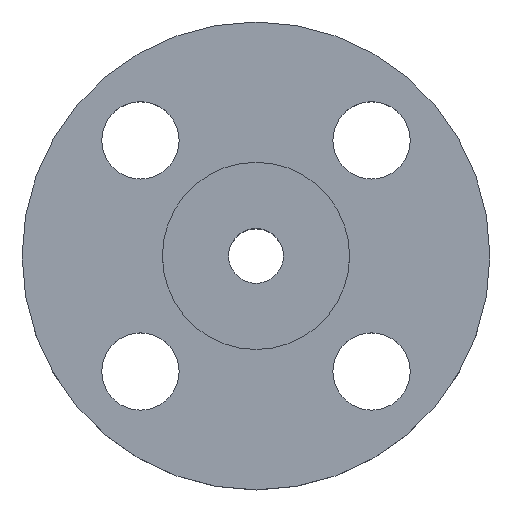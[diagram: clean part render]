
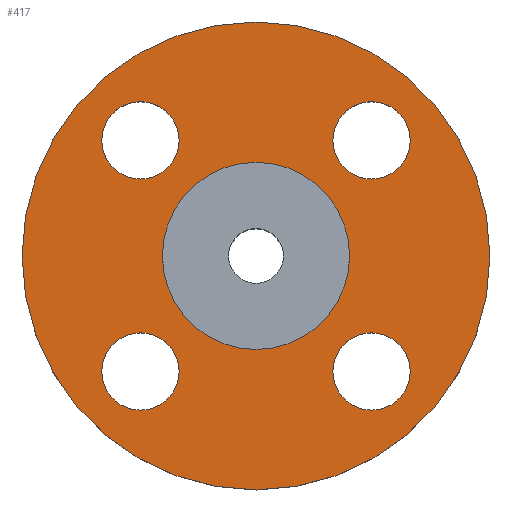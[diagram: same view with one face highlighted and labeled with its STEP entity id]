
A CAD part, top view. The second image highlights one B-rep face of the part: STEP entity #417.
In plain terms, the highlighted planar face has unit normal (0, 0, 1).
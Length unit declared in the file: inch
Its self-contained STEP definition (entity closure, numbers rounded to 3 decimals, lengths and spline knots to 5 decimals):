
#2 = EDGE_CURVE ( 'NONE', #631, #126, #700, .T. ) ;
#7 = ORIENTED_EDGE ( 'NONE', *, *, #398, .F. ) ;
#8 = DIRECTION ( 'NONE',  ( 0., -1., 0. ) ) ;
#9 = EDGE_CURVE ( 'NONE', #126, #631, #97, .T. ) ;
#12 = CARTESIAN_POINT ( 'NONE',  ( 0.92631, 0.92631, 0. ) ) ;
#13 = CARTESIAN_POINT ( 'NONE',  ( 0.92631, -0.92631, 0. ) ) ;
#14 = ORIENTED_EDGE ( 'NONE', *, *, #218, .F. ) ;
#22 = ORIENTED_EDGE ( 'NONE', *, *, #202, .F. ) ;
#29 = AXIS2_PLACEMENT_3D ( 'NONE', #300, #243, #802 ) ;
#33 = CARTESIAN_POINT ( 'NONE',  ( -1.875, 0., 0. ) ) ;
#38 = VERTEX_POINT ( 'NONE', #565 ) ;
#41 = DIRECTION ( 'NONE',  ( 0., -1., 0. ) ) ;
#44 = VERTEX_POINT ( 'NONE', #45 ) ;
#45 = CARTESIAN_POINT ( 'NONE',  ( -0.75, 0., 0. ) ) ;
#46 = CIRCLE ( 'NONE', #168, 0.31 ) ;
#65 = AXIS2_PLACEMENT_3D ( 'NONE', #376, #306, #187 ) ;
#75 = ORIENTED_EDGE ( 'NONE', *, *, #9, .F. ) ;
#76 = DIRECTION ( 'NONE',  ( 0., 0., 1. ) ) ;
#77 = CIRCLE ( 'NONE', #29, 0.31 ) ;
#85 = FACE_OUTER_BOUND ( 'NONE', #607, .T. ) ;
#97 = CIRCLE ( 'NONE', #65, 0.31 ) ;
#108 = ORIENTED_EDGE ( 'NONE', *, *, #379, .F. ) ;
#123 = CARTESIAN_POINT ( 'NONE',  ( -1.23631, -0.92631, 0. ) ) ;
#125 = CARTESIAN_POINT ( 'NONE',  ( 0.92631, 0.92631, 0. ) ) ;
#126 = VERTEX_POINT ( 'NONE', #123 ) ;
#134 = DIRECTION ( 'NONE',  ( 0., 0., 1. ) ) ;
#137 = CARTESIAN_POINT ( 'NONE',  ( 1.875, 0., 0. ) ) ;
#138 = DIRECTION ( 'NONE',  ( 1., 0., 0. ) ) ;
#145 = AXIS2_PLACEMENT_3D ( 'NONE', #12, #76, #523 ) ;
#150 = ORIENTED_EDGE ( 'NONE', *, *, #2, .F. ) ;
#157 = EDGE_CURVE ( 'NONE', #38, #44, #435, .T. ) ;
#165 = DIRECTION ( 'NONE',  ( 1., 0., 0. ) ) ;
#166 = EDGE_LOOP ( 'NONE', ( #7, #753 ) ) ;
#168 = AXIS2_PLACEMENT_3D ( 'NONE', #125, #388, #138 ) ;
#171 = AXIS2_PLACEMENT_3D ( 'NONE', #13, #337, #8 ) ;
#173 = DIRECTION ( 'NONE',  ( -1., 0., 0. ) ) ;
#185 = DIRECTION ( 'NONE',  ( 0., 0., 1. ) ) ;
#187 = DIRECTION ( 'NONE',  ( -1., 0., 0. ) ) ;
#195 = DIRECTION ( 'NONE',  ( 0., 0., 1. ) ) ;
#202 = EDGE_CURVE ( 'NONE', #717, #484, #645, .T. ) ;
#215 = VERTEX_POINT ( 'NONE', #688 ) ;
#218 = EDGE_CURVE ( 'NONE', #231, #778, #77, .T. ) ;
#231 = VERTEX_POINT ( 'NONE', #743 ) ;
#235 = AXIS2_PLACEMENT_3D ( 'NONE', #497, #134, #702 ) ;
#243 = DIRECTION ( 'NONE',  ( 0., 0., 1. ) ) ;
#244 = CARTESIAN_POINT ( 'NONE',  ( 0., 0., 0. ) ) ;
#264 = EDGE_CURVE ( 'NONE', #404, #215, #749, .T. ) ;
#267 = PLANE ( 'NONE',  #326 ) ;
#270 = VERTEX_POINT ( 'NONE', #137 ) ;
#272 = FACE_BOUND ( 'NONE', #166, .T. ) ;
#291 = ORIENTED_EDGE ( 'NONE', *, *, #697, .T. ) ;
#300 = CARTESIAN_POINT ( 'NONE',  ( -0.92631, 0.92631, 0. ) ) ;
#305 = EDGE_LOOP ( 'NONE', ( #329, #725 ) ) ;
#306 = DIRECTION ( 'NONE',  ( 0., 0., 1. ) ) ;
#320 = AXIS2_PLACEMENT_3D ( 'NONE', #597, #185, #559 ) ;
#326 = AXIS2_PLACEMENT_3D ( 'NONE', #650, #706, #765 ) ;
#329 = ORIENTED_EDGE ( 'NONE', *, *, #807, .F. ) ;
#337 = DIRECTION ( 'NONE',  ( 0., 0., 1. ) ) ;
#353 = CIRCLE ( 'NONE', #171, 0.31 ) ;
#355 = EDGE_LOOP ( 'NONE', ( #562, #22 ) ) ;
#359 = DIRECTION ( 'NONE',  ( 0., 0., 1. ) ) ;
#368 = EDGE_LOOP ( 'NONE', ( #75, #150 ) ) ;
#369 = DIRECTION ( 'NONE',  ( 0., 0., 1. ) ) ;
#376 = CARTESIAN_POINT ( 'NONE',  ( -0.92631, -0.92631, 0. ) ) ;
#379 = EDGE_CURVE ( 'NONE', #778, #231, #389, .T. ) ;
#388 = DIRECTION ( 'NONE',  ( 0., 0., 1. ) ) ;
#389 = CIRCLE ( 'NONE', #235, 0.31 ) ;
#392 = CARTESIAN_POINT ( 'NONE',  ( 0.61631, 0.92631, 0. ) ) ;
#398 = EDGE_CURVE ( 'NONE', #215, #404, #46, .T. ) ;
#399 = AXIS2_PLACEMENT_3D ( 'NONE', #677, #195, #610 ) ;
#400 = AXIS2_PLACEMENT_3D ( 'NONE', #244, #804, #165 ) ;
#404 = VERTEX_POINT ( 'NONE', #392 ) ;
#405 = FACE_BOUND ( 'NONE', #355, .T. ) ;
#417 = ADVANCED_FACE ( 'NONE', ( #405, #712, #588, #272, #457, #85 ), #267, .T. ) ;
#435 = CIRCLE ( 'NONE', #399, 0.75 ) ;
#437 = CIRCLE ( 'NONE', #400, 1.875 ) ;
#445 = CARTESIAN_POINT ( 'NONE',  ( 0.92631, -0.92631, 0. ) ) ;
#450 = CIRCLE ( 'NONE', #320, 1.875 ) ;
#453 = AXIS2_PLACEMENT_3D ( 'NONE', #734, #790, #173 ) ;
#457 = FACE_BOUND ( 'NONE', #305, .T. ) ;
#460 = CARTESIAN_POINT ( 'NONE',  ( 0.92631, -1.23631, 0. ) ) ;
#471 = CARTESIAN_POINT ( 'NONE',  ( 0., 0., 0. ) ) ;
#484 = VERTEX_POINT ( 'NONE', #460 ) ;
#497 = CARTESIAN_POINT ( 'NONE',  ( -0.92631, 0.92631, 0. ) ) ;
#513 = EDGE_CURVE ( 'NONE', #484, #717, #353, .T. ) ;
#523 = DIRECTION ( 'NONE',  ( 1., 0., 0. ) ) ;
#554 = CARTESIAN_POINT ( 'NONE',  ( -0.92631, 1.23631, 0. ) ) ;
#559 = DIRECTION ( 'NONE',  ( 1., 0., 0. ) ) ;
#562 = ORIENTED_EDGE ( 'NONE', *, *, #513, .F. ) ;
#565 = CARTESIAN_POINT ( 'NONE',  ( 0.75, 0., 0. ) ) ;
#588 = FACE_BOUND ( 'NONE', #719, .T. ) ;
#596 = CARTESIAN_POINT ( 'NONE',  ( -0.61631, -0.92631, 0. ) ) ;
#597 = CARTESIAN_POINT ( 'NONE',  ( 0., 0., 0. ) ) ;
#606 = DIRECTION ( 'NONE',  ( 1., 0., 0. ) ) ;
#607 = EDGE_LOOP ( 'NONE', ( #291, #781 ) ) ;
#610 = DIRECTION ( 'NONE',  ( 1., 0., 0. ) ) ;
#620 = CARTESIAN_POINT ( 'NONE',  ( 0.92631, -0.61631, 0. ) ) ;
#631 = VERTEX_POINT ( 'NONE', #596 ) ;
#637 = AXIS2_PLACEMENT_3D ( 'NONE', #445, #369, #41 ) ;
#645 = CIRCLE ( 'NONE', #637, 0.31 ) ;
#650 = CARTESIAN_POINT ( 'NONE',  ( 0., 0., 0. ) ) ;
#655 = CIRCLE ( 'NONE', #703, 0.75 ) ;
#677 = CARTESIAN_POINT ( 'NONE',  ( 0., 0., 0. ) ) ;
#688 = CARTESIAN_POINT ( 'NONE',  ( 1.23631, 0.92631, 0. ) ) ;
#697 = EDGE_CURVE ( 'NONE', #270, #800, #437, .T. ) ;
#699 = EDGE_CURVE ( 'NONE', #800, #270, #450, .T. ) ;
#700 = CIRCLE ( 'NONE', #453, 0.31 ) ;
#702 = DIRECTION ( 'NONE',  ( 0., 1., 0. ) ) ;
#703 = AXIS2_PLACEMENT_3D ( 'NONE', #471, #359, #606 ) ;
#706 = DIRECTION ( 'NONE',  ( 0., 0., 1. ) ) ;
#712 = FACE_BOUND ( 'NONE', #368, .T. ) ;
#717 = VERTEX_POINT ( 'NONE', #620 ) ;
#719 = EDGE_LOOP ( 'NONE', ( #108, #14 ) ) ;
#725 = ORIENTED_EDGE ( 'NONE', *, *, #157, .F. ) ;
#734 = CARTESIAN_POINT ( 'NONE',  ( -0.92631, -0.92631, 0. ) ) ;
#743 = CARTESIAN_POINT ( 'NONE',  ( -0.92631, 0.61631, 0. ) ) ;
#749 = CIRCLE ( 'NONE', #145, 0.31 ) ;
#753 = ORIENTED_EDGE ( 'NONE', *, *, #264, .F. ) ;
#765 = DIRECTION ( 'NONE',  ( 1., 0., 0. ) ) ;
#778 = VERTEX_POINT ( 'NONE', #554 ) ;
#781 = ORIENTED_EDGE ( 'NONE', *, *, #699, .T. ) ;
#790 = DIRECTION ( 'NONE',  ( 0., 0., 1. ) ) ;
#800 = VERTEX_POINT ( 'NONE', #33 ) ;
#802 = DIRECTION ( 'NONE',  ( 0., 1., 0. ) ) ;
#804 = DIRECTION ( 'NONE',  ( 0., 0., 1. ) ) ;
#807 = EDGE_CURVE ( 'NONE', #44, #38, #655, .T. ) ;
